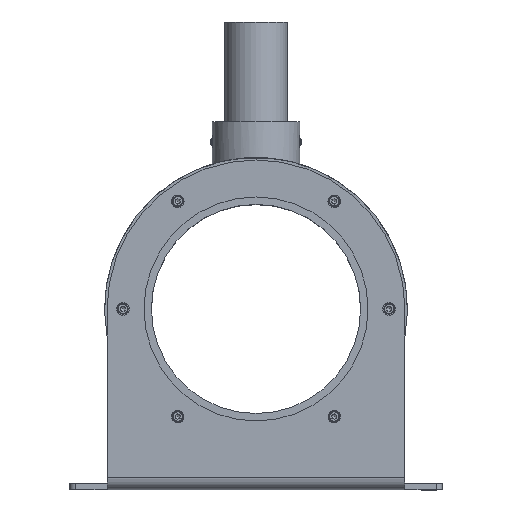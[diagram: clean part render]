
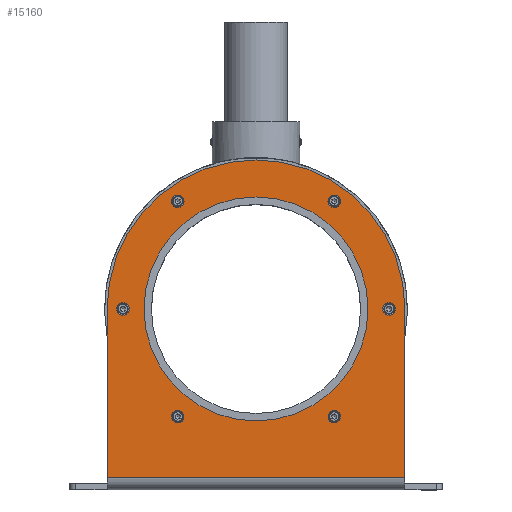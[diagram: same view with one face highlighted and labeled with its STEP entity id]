
A CAD part, top view. The second image highlights one B-rep face of the part: STEP entity #15160.
In plain terms, the highlighted planar face has unit normal (0, 0, 1).
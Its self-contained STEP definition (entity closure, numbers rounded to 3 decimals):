
#322 = FACE_OUTER_BOUND ( 'NONE', #44528, .T. ) ;
#494 = DIRECTION ( 'NONE',  ( 0.283, 0.959, 0. ) ) ;
#1544 = CARTESIAN_POINT ( 'NONE',  ( 26.404, 27.187, 171.74 ) ) ;
#1683 = CIRCLE ( 'NONE', #40300, 90. ) ;
#1941 = ORIENTED_EDGE ( 'NONE', *, *, #31339, .F. ) ;
#2042 = CIRCLE ( 'NONE', #10186, 5. ) ;
#2382 = DIRECTION ( 'NONE',  ( 0.159, 0.987, 0. ) ) ;
#3530 = DIRECTION ( 'NONE',  ( 0., 0., 1. ) ) ;
#3677 = ORIENTED_EDGE ( 'NONE', *, *, #25506, .F. ) ;
#3753 = AXIS2_PLACEMENT_3D ( 'NONE', #10825, #38998, #35467 ) ;
#4095 = ORIENTED_EDGE ( 'NONE', *, *, #32216, .F. ) ;
#4704 = CARTESIAN_POINT ( 'NONE',  ( 265.804, 162.487, 171.74 ) ) ;
#4794 = CARTESIAN_POINT ( 'NONE',  ( 210.368, 71.187, 171.74 ) ) ;
#4850 = ORIENTED_EDGE ( 'NONE', *, *, #18506, .T. ) ;
#5897 = DIRECTION ( 'NONE',  ( 0.159, -0.987, 0. ) ) ;
#6618 = CARTESIAN_POINT ( 'NONE',  ( 146.104, 162.487, 171.74 ) ) ;
#6675 = CARTESIAN_POINT ( 'NONE',  ( 84.048, 253.928, 171.74 ) ) ;
#6792 = DIRECTION ( 'NONE',  ( 0., 0., 1. ) ) ;
#7274 = AXIS2_PLACEMENT_3D ( 'NONE', #42579, #3530, #494 ) ;
#9739 = AXIS2_PLACEMENT_3D ( 'NONE', #16798, #37718, #5897 ) ;
#9882 = ORIENTED_EDGE ( 'NONE', *, *, #15968, .F. ) ;
#10186 = AXIS2_PLACEMENT_3D ( 'NONE', #24035, #6792, #2382 ) ;
#10625 = EDGE_CURVE ( 'NONE', #20399, #20399, #2042, .T. ) ;
#10757 = FACE_BOUND ( 'NONE', #21206, .T. ) ;
#10815 = CARTESIAN_POINT ( 'NONE',  ( 84.67, 80.778, 171.74 ) ) ;
#10825 = CARTESIAN_POINT ( 'NONE',  ( 39.179, 162.487, 171.74 ) ) ;
#11428 = EDGE_LOOP ( 'NONE', ( #27355 ) ) ;
#11605 = EDGE_LOOP ( 'NONE', ( #4095 ) ) ;
#11713 = CARTESIAN_POINT ( 'NONE',  ( 39.179, 167.487, 171.74 ) ) ;
#11887 = CIRCLE ( 'NONE', #3753, 5. ) ;
#12267 = DIRECTION ( 'NONE',  ( 0., -1., 0. ) ) ;
#12548 = VERTEX_POINT ( 'NONE', #29920 ) ;
#12557 = CIRCLE ( 'NONE', #33420, 5. ) ;
#12879 = CARTESIAN_POINT ( 'NONE',  ( 253.029, 157.487, 171.74 ) ) ;
#13808 = DIRECTION ( 'NONE',  ( 0., 0., 1. ) ) ;
#13906 = DIRECTION ( 'NONE',  ( 0., 0., 1. ) ) ;
#15160 = ADVANCED_FACE ( 'NONE', ( #10757, #322, #17957, #38926, #45413, #27787, #28216, #42189 ), #35188, .F. ) ;
#15551 = CARTESIAN_POINT ( 'NONE',  ( 253.029, 162.487, 171.74 ) ) ;
#15968 = EDGE_CURVE ( 'NONE', #39673, #39673, #1683, .T. ) ;
#16051 = VERTEX_POINT ( 'NONE', #22873 ) ;
#16149 = CARTESIAN_POINT ( 'NONE',  ( 209.746, 244.054, 171.74 ) ) ;
#16391 = VERTEX_POINT ( 'NONE', #12879 ) ;
#16798 = CARTESIAN_POINT ( 'NONE',  ( 208.953, 248.991, 171.74 ) ) ;
#17326 = EDGE_LOOP ( 'NONE', ( #25636 ) ) ;
#17900 = CIRCLE ( 'NONE', #9739, 5. ) ;
#17957 = FACE_BOUND ( 'NONE', #22678, .T. ) ;
#18506 = EDGE_CURVE ( 'NONE', #22108, #21823, #28660, .T. ) ;
#18548 = VECTOR ( 'NONE', #18755, 1000. ) ;
#18748 = ORIENTED_EDGE ( 'NONE', *, *, #37413, .T. ) ;
#18755 = DIRECTION ( 'NONE',  ( 1., 0., 0. ) ) ;
#19218 = CARTESIAN_POINT ( 'NONE',  ( 146.104, 162.487, 171.74 ) ) ;
#19447 = ORIENTED_EDGE ( 'NONE', *, *, #40648, .T. ) ;
#19671 = DIRECTION ( 'NONE',  ( -1., 0., 0. ) ) ;
#20399 = VERTEX_POINT ( 'NONE', #6675 ) ;
#21013 = DIRECTION ( 'NONE',  ( 1., 0., 0. ) ) ;
#21206 = EDGE_LOOP ( 'NONE', ( #9882 ) ) ;
#21274 = CARTESIAN_POINT ( 'NONE',  ( 26.404, 162.487, 171.74 ) ) ;
#21823 = VERTEX_POINT ( 'NONE', #4704 ) ;
#22009 = CARTESIAN_POINT ( 'NONE',  ( 236.104, 162.487, 171.74 ) ) ;
#22108 = VERTEX_POINT ( 'NONE', #26509 ) ;
#22280 = LINE ( 'NONE', #1544, #18548 ) ;
#22420 = DIRECTION ( 'NONE',  ( 0., 0., -1. ) ) ;
#22678 = EDGE_LOOP ( 'NONE', ( #26694 ) ) ;
#22873 = CARTESIAN_POINT ( 'NONE',  ( 26.404, 27.187, 171.74 ) ) ;
#23369 = VECTOR ( 'NONE', #24309, 1000. ) ;
#24035 = CARTESIAN_POINT ( 'NONE',  ( 83.256, 248.991, 171.74 ) ) ;
#24309 = DIRECTION ( 'NONE',  ( 0., 1., 0. ) ) ;
#25506 = EDGE_CURVE ( 'NONE', #25540, #25540, #27330, .T. ) ;
#25540 = VERTEX_POINT ( 'NONE', #10815 ) ;
#25636 = ORIENTED_EDGE ( 'NONE', *, *, #32565, .F. ) ;
#26429 = VERTEX_POINT ( 'NONE', #4794 ) ;
#26509 = CARTESIAN_POINT ( 'NONE',  ( 265.804, 27.187, 171.74 ) ) ;
#26541 = ORIENTED_EDGE ( 'NONE', *, *, #36434, .T. ) ;
#26694 = ORIENTED_EDGE ( 'NONE', *, *, #10625, .F. ) ;
#27330 = CIRCLE ( 'NONE', #7274, 5. ) ;
#27355 = ORIENTED_EDGE ( 'NONE', *, *, #43313, .F. ) ;
#27787 = FACE_BOUND ( 'NONE', #27989, .T. ) ;
#27989 = EDGE_LOOP ( 'NONE', ( #1941 ) ) ;
#28216 = FACE_BOUND ( 'NONE', #11428, .T. ) ;
#28660 = LINE ( 'NONE', #45616, #23369 ) ;
#29920 = CARTESIAN_POINT ( 'NONE',  ( 26.404, 162.487, 171.74 ) ) ;
#31339 = EDGE_CURVE ( 'NONE', #26429, #26429, #12557, .T. ) ;
#32216 = EDGE_CURVE ( 'NONE', #40366, #40366, #11887, .T. ) ;
#32565 = EDGE_CURVE ( 'NONE', #40594, #40594, #17900, .T. ) ;
#32846 = EDGE_LOOP ( 'NONE', ( #3677 ) ) ;
#32857 = CARTESIAN_POINT ( 'NONE',  ( 146.104, 162.487, 171.74 ) ) ;
#33412 = DIRECTION ( 'NONE',  ( 0., 0., 1. ) ) ;
#33420 = AXIS2_PLACEMENT_3D ( 'NONE', #45738, #13906, #35514 ) ;
#33926 = DIRECTION ( 'NONE',  ( 0., 0., 1. ) ) ;
#34580 = AXIS2_PLACEMENT_3D ( 'NONE', #19218, #33412, #19671 ) ;
#34899 = AXIS2_PLACEMENT_3D ( 'NONE', #15551, #33926, #12267 ) ;
#35188 = PLANE ( 'NONE',  #42408 ) ;
#35467 = DIRECTION ( 'NONE',  ( 0., 1., 0. ) ) ;
#35514 = DIRECTION ( 'NONE',  ( 0.283, -0.959, 0. ) ) ;
#35916 = LINE ( 'NONE', #21274, #44680 ) ;
#36434 = EDGE_CURVE ( 'NONE', #16051, #22108, #22280, .T. ) ;
#37413 = EDGE_CURVE ( 'NONE', #12548, #16051, #35916, .T. ) ;
#37718 = DIRECTION ( 'NONE',  ( 0., 0., 1. ) ) ;
#38926 = FACE_BOUND ( 'NONE', #11605, .T. ) ;
#38998 = DIRECTION ( 'NONE',  ( 0., 0., 1. ) ) ;
#39354 = CIRCLE ( 'NONE', #34899, 5. ) ;
#39673 = VERTEX_POINT ( 'NONE', #22009 ) ;
#39845 = DIRECTION ( 'NONE',  ( -1., 0., 0. ) ) ;
#40300 = AXIS2_PLACEMENT_3D ( 'NONE', #6618, #13808, #21013 ) ;
#40366 = VERTEX_POINT ( 'NONE', #11713 ) ;
#40594 = VERTEX_POINT ( 'NONE', #16149 ) ;
#40648 = EDGE_CURVE ( 'NONE', #21823, #12548, #44976, .T. ) ;
#42189 = FACE_BOUND ( 'NONE', #17326, .T. ) ;
#42231 = DIRECTION ( 'NONE',  ( 0., -1., 0. ) ) ;
#42408 = AXIS2_PLACEMENT_3D ( 'NONE', #32857, #22420, #39845 ) ;
#42579 = CARTESIAN_POINT ( 'NONE',  ( 83.256, 75.983, 171.74 ) ) ;
#43313 = EDGE_CURVE ( 'NONE', #16391, #16391, #39354, .T. ) ;
#44528 = EDGE_LOOP ( 'NONE', ( #26541, #4850, #19447, #18748 ) ) ;
#44680 = VECTOR ( 'NONE', #42231, 1000. ) ;
#44976 = CIRCLE ( 'NONE', #34580, 119.7 ) ;
#45413 = FACE_BOUND ( 'NONE', #32846, .T. ) ;
#45616 = CARTESIAN_POINT ( 'NONE',  ( 265.804, 17.187, 171.74 ) ) ;
#45738 = CARTESIAN_POINT ( 'NONE',  ( 208.953, 75.983, 171.74 ) ) ;
